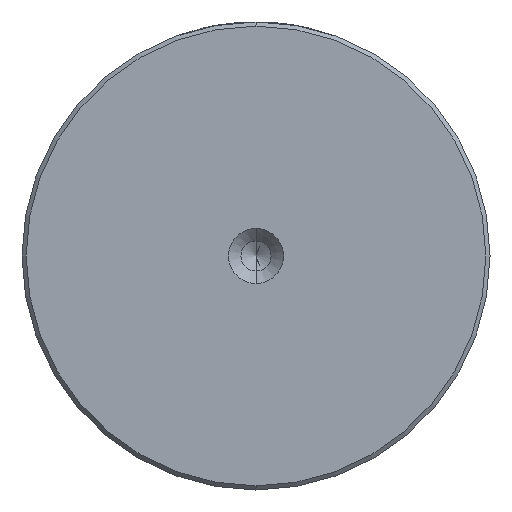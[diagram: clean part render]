
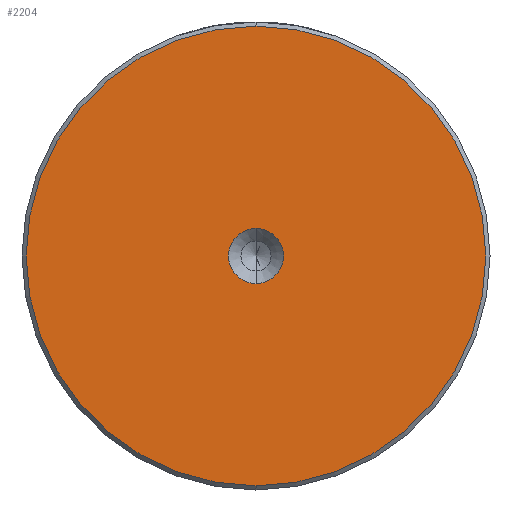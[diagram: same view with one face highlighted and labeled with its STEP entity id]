
A CAD part, left-side view. The second image highlights one B-rep face of the part: STEP entity #2204.
In plain terms, the highlighted planar face has unit normal (-1, 0, 0).
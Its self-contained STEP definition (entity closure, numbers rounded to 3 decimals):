
#86 = CARTESIAN_POINT ( 'NONE',  ( 0., 0., 0. ) ) ;
#197 = FACE_OUTER_BOUND ( 'NONE', #1251, .T. ) ;
#300 = AXIS2_PLACEMENT_3D ( 'NONE', #2791, #1303, #3034 ) ;
#337 = DIRECTION ( 'NONE',  ( 0., 0., 1. ) ) ;
#354 = VERTEX_POINT ( 'NONE', #2920 ) ;
#452 = CIRCLE ( 'NONE', #557, 3.3 ) ;
#557 = AXIS2_PLACEMENT_3D ( 'NONE', #1183, #2915, #1423 ) ;
#571 = CIRCLE ( 'NONE', #826, 27.5 ) ;
#673 = EDGE_LOOP ( 'NONE', ( #2149, #2302 ) ) ;
#740 = EDGE_CURVE ( 'NONE', #771, #354, #1315, .T. ) ;
#769 = FACE_BOUND ( 'NONE', #673, .T. ) ;
#771 = VERTEX_POINT ( 'NONE', #1850 ) ;
#823 = ORIENTED_EDGE ( 'NONE', *, *, #2658, .T. ) ;
#826 = AXIS2_PLACEMENT_3D ( 'NONE', #2643, #1162, #2899 ) ;
#882 = CIRCLE ( 'NONE', #2226, 3.3 ) ;
#1162 = DIRECTION ( 'NONE',  ( -1., 0., 0. ) ) ;
#1183 = CARTESIAN_POINT ( 'NONE',  ( 0., 0., 0. ) ) ;
#1189 = DIRECTION ( 'NONE',  ( 0., 0., 1. ) ) ;
#1250 = VERTEX_POINT ( 'NONE', #2889 ) ;
#1251 = EDGE_LOOP ( 'NONE', ( #1268, #823 ) ) ;
#1268 = ORIENTED_EDGE ( 'NONE', *, *, #740, .T. ) ;
#1293 = EDGE_CURVE ( 'NONE', #1250, #3203, #452, .T. ) ;
#1303 = DIRECTION ( 'NONE',  ( -1., 0., 0. ) ) ;
#1315 = CIRCLE ( 'NONE', #300, 27.5 ) ;
#1423 = DIRECTION ( 'NONE',  ( 0., 0., 1. ) ) ;
#1816 = DIRECTION ( 'NONE',  ( -1., 0., 0. ) ) ;
#1850 = CARTESIAN_POINT ( 'NONE',  ( 0., 0., -27.5 ) ) ;
#2149 = ORIENTED_EDGE ( 'NONE', *, *, #1293, .F. ) ;
#2204 = ADVANCED_FACE ( 'NONE', ( #197, #769 ), #3142, .T. ) ;
#2226 = AXIS2_PLACEMENT_3D ( 'NONE', #86, #1816, #337 ) ;
#2302 = ORIENTED_EDGE ( 'NONE', *, *, #2474, .F. ) ;
#2433 = CARTESIAN_POINT ( 'NONE',  ( 0., 0., 0. ) ) ;
#2474 = EDGE_CURVE ( 'NONE', #3203, #1250, #882, .T. ) ;
#2643 = CARTESIAN_POINT ( 'NONE',  ( 0., 0., 0. ) ) ;
#2658 = EDGE_CURVE ( 'NONE', #354, #771, #571, .T. ) ;
#2662 = DIRECTION ( 'NONE',  ( -1., 0., 0. ) ) ;
#2791 = CARTESIAN_POINT ( 'NONE',  ( 0., 0., 0. ) ) ;
#2882 = CARTESIAN_POINT ( 'NONE',  ( 0., 0., -3.3 ) ) ;
#2889 = CARTESIAN_POINT ( 'NONE',  ( 0., 0., 3.3 ) ) ;
#2899 = DIRECTION ( 'NONE',  ( 0., 0., 1. ) ) ;
#2915 = DIRECTION ( 'NONE',  ( -1., 0., 0. ) ) ;
#2920 = CARTESIAN_POINT ( 'NONE',  ( 0., 0., 27.5 ) ) ;
#3034 = DIRECTION ( 'NONE',  ( 0., 0., 1. ) ) ;
#3111 = AXIS2_PLACEMENT_3D ( 'NONE', #2433, #2662, #1189 ) ;
#3142 = PLANE ( 'NONE',  #3111 ) ;
#3203 = VERTEX_POINT ( 'NONE', #2882 ) ;
